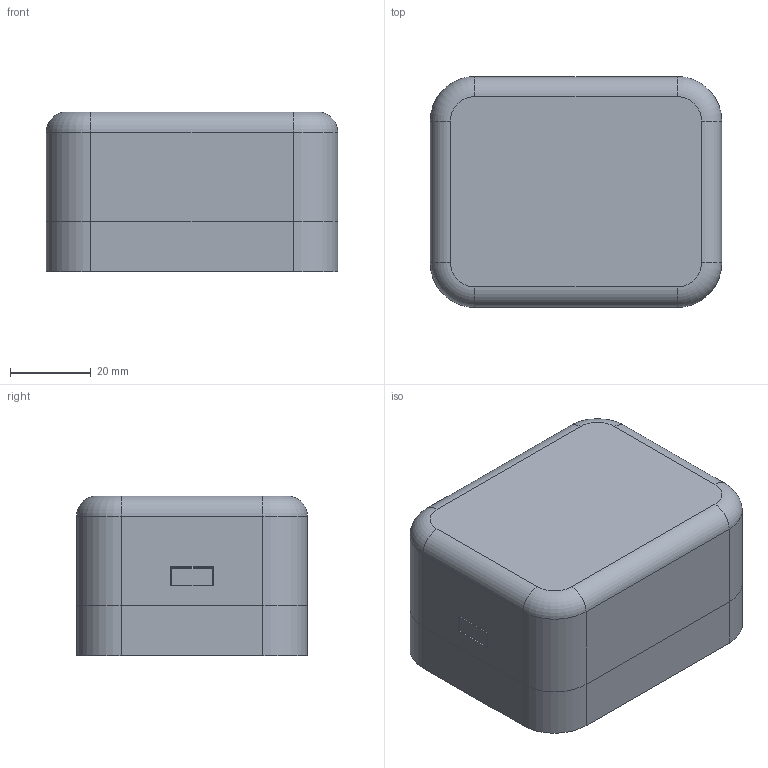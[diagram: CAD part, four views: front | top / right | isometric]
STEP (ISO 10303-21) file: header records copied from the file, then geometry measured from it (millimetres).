
FILE_DESCRIPTION(/* description */ (''),/* implementation_level */ '2;1');
FILE_NAME(/* name */ '0591be26-d091-47b6-ab94-20cadcb2903e.stp',/* time_stamp */ '2020-11-02T10:19:59+00:00',/* author */ (''),/* organization */ (''),/* preprocessor_version */ 'ST-DEVELOPER v18.1',/* originating_system */ 'Autodesk Translation Framework v9.3.0.1241',/* authorisation */ '');
FILE_SCHEMA (('AUTOMOTIVE_DESIGN { 1 0 10303 214 3 1 1 }'));
Length unit declared in the file: millimetre
Products named in the file (1): Snap Fit Box
Bounding box: 72 x 57 x 39.5 mm (x, y, z)
Volume: 47078.8 mm3; surface area: 34000.4 mm2
Topology: 2 solids, 2 shells, 153 faces, 418 edges, 276 vertices
Faces by surface type: plane 109, cylinder 40, torus 4
Full cylindrical faces by diameter (mm): 4.5 x6
Entity records: 4907 total; most frequent: CARTESIAN_POINT 888, ORIENTED_EDGE 836, DIRECTION 802, EDGE_CURVE 418, LINE 326, VECTOR 326, VERTEX_POINT 276, AXIS2_PLACEMENT_3D 238
